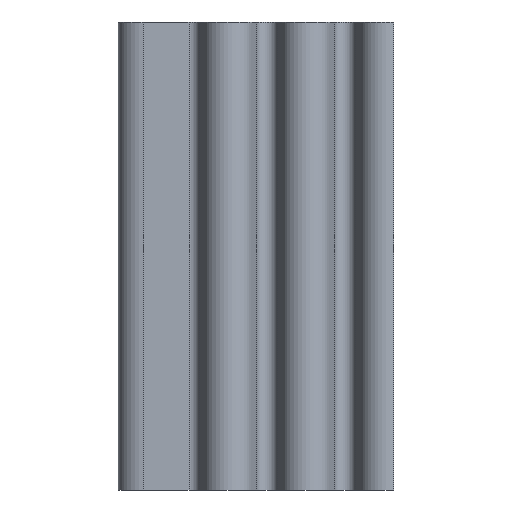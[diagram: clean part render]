
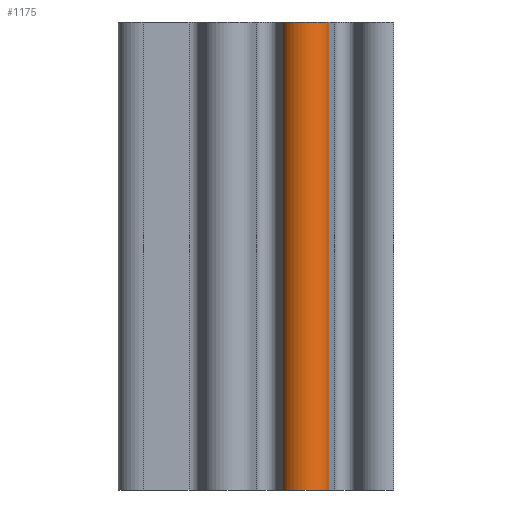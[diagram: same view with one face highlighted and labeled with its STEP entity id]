
A CAD part, left-side view. The second image highlights one B-rep face of the part: STEP entity #1175.
In plain terms, the highlighted cylindrical face has radius 2.7 mm (diameter 5.4 mm), a partial arc.
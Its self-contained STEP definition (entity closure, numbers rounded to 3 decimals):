
#61=FACE_OUTER_BOUND('',#123,.T.);
#123=EDGE_LOOP('',(#827,#828,#829,#830));
#199=LINE('',#1818,#319);
#200=LINE('',#1824,#320);
#319=VECTOR('',#1451,10.);
#320=VECTOR('',#1458,10.);
#425=CIRCLE('',#1272,2.7);
#426=CIRCLE('',#1273,2.7);
#499=VERTEX_POINT('',#1814);
#500=VERTEX_POINT('',#1816);
#501=VERTEX_POINT('',#1820);
#502=VERTEX_POINT('',#1822);
#633=EDGE_CURVE('',#499,#500,#199,.T.);
#634=EDGE_CURVE('',#501,#499,#425,.T.);
#635=EDGE_CURVE('',#502,#500,#426,.T.);
#636=EDGE_CURVE('',#501,#502,#200,.T.);
#827=ORIENTED_EDGE('',*,*,#634,.T.);
#828=ORIENTED_EDGE('',*,*,#633,.T.);
#829=ORIENTED_EDGE('',*,*,#635,.F.);
#830=ORIENTED_EDGE('',*,*,#636,.F.);
#1138=CYLINDRICAL_SURFACE('',#1271,2.7);
#1175=ADVANCED_FACE('',(#61),#1138,.T.);
#1271=AXIS2_PLACEMENT_3D('',#1819,#1452,#1453);
#1272=AXIS2_PLACEMENT_3D('',#1821,#1454,#1455);
#1273=AXIS2_PLACEMENT_3D('',#1823,#1456,#1457);
#1451=DIRECTION('',(0.,0.,1.));
#1452=DIRECTION('center_axis',(0.,0.,1.));
#1453=DIRECTION('ref_axis',(-0.376,0.927,0.));
#1454=DIRECTION('center_axis',(0.,0.,1.));
#1455=DIRECTION('ref_axis',(-0.376,0.927,0.));
#1456=DIRECTION('center_axis',(0.,0.,1.));
#1457=DIRECTION('ref_axis',(-0.376,0.927,0.));
#1458=DIRECTION('',(0.,0.,1.));
#1814=CARTESIAN_POINT('',(-14.655,104.729,0.));
#1816=CARTESIAN_POINT('',(-14.655,104.729,51.));
#1818=CARTESIAN_POINT('',(-14.655,104.729,0.));
#1819=CARTESIAN_POINT('Origin',(-13.639,107.231,0.));
#1820=CARTESIAN_POINT('',(-14.655,109.732,0.));
#1821=CARTESIAN_POINT('Origin',(-13.639,107.231,0.));
#1822=CARTESIAN_POINT('',(-14.655,109.732,51.));
#1823=CARTESIAN_POINT('Origin',(-13.639,107.231,51.));
#1824=CARTESIAN_POINT('',(-14.655,109.732,0.));
